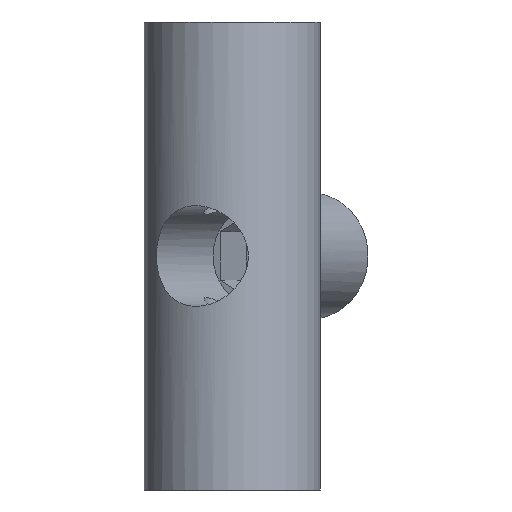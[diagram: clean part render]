
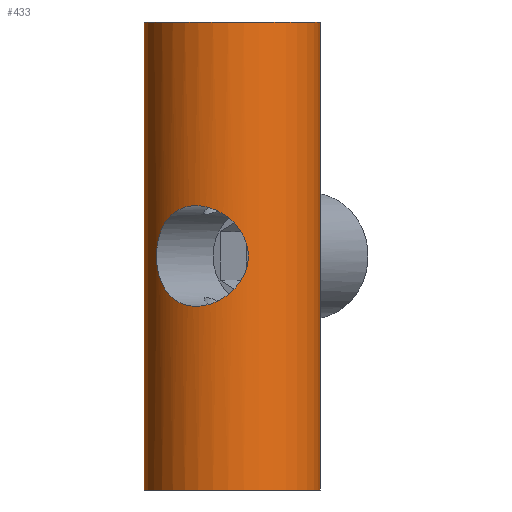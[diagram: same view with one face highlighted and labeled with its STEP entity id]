
A CAD part, left-side view. The second image highlights one B-rep face of the part: STEP entity #433.
In plain terms, the highlighted cylindrical face has radius 14 mm (diameter 28 mm), a full revolution.
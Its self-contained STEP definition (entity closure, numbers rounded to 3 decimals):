
#25=B_SPLINE_CURVE_WITH_KNOTS('',3,(#940,#941,#942,#943,#944,#945,#946,
#947,#948,#949),.UNSPECIFIED.,.F.,.F.,(4,1,1,1,1,1,1,4),(-6.331,
-6.105,-5.879,-5.427,-5.125,
-4.824,-4.522,-4.498),.UNSPECIFIED.);
#26=B_SPLINE_CURVE_WITH_KNOTS('',3,(#951,#952,#953,#954,#955,#956,#957,
#958,#959,#960,#961,#962,#963),.UNSPECIFIED.,.F.,.F.,(4,1,1,1,1,1,1,1,1,
1,4),(-4.498,-3.919,-3.768,-3.618,
-3.467,-3.316,-3.015,-2.713,
-2.412,-2.11,-1.833),.UNSPECIFIED.);
#27=B_SPLINE_CURVE_WITH_KNOTS('',3,(#964,#965,#966,#967,#968,#969,#970,
#971,#972,#973,#974),.UNSPECIFIED.,.F.,.F.,(4,1,1,1,1,1,1,1,4),(-1.833,
-1.809,-1.658,-1.507,-1.206,
-0.904,-0.452,-0.226,0.),
 .UNSPECIFIED.);
#30=B_SPLINE_CURVE_WITH_KNOTS('',3,(#1192,#1193,#1194,#1195,#1196,#1197,
#1198,#1199,#1200,#1201,#1202,#1203,#1204,#1205,#1206,#1207,#1208,#1209,
#1210,#1211,#1212,#1213,#1214,#1215,#1216,#1217,#1218,#1219,#1220,#1221,
#1222,#1223,#1224,#1225),.UNSPECIFIED.,.T.,.F.,(4,2,2,2,2,2,2,2,2,2,2,2,
2,2,2,2,4),(-4.957,-4.646,-4.336,-4.027,
-3.718,-3.409,-3.1,-2.789,
-2.478,-2.168,-1.857,-1.548,
-1.239,-0.93,-0.621,-0.311,
0.),.UNSPECIFIED.);
#38=CYLINDRICAL_SURFACE('',#487,14.);
#48=FACE_BOUND('',#124,.T.);
#61=CIRCLE('',#474,14.);
#64=CIRCLE('',#479,14.);
#90=FACE_OUTER_BOUND('',#123,.T.);
#123=EDGE_LOOP('',(#366,#367,#368,#369,#370,#371,#372,#373,#374));
#124=EDGE_LOOP('',(#375));
#158=LINE('',#1189,#187);
#159=LINE('',#1190,#188);
#187=VECTOR('',#594,14.);
#188=VECTOR('',#595,14.);
#211=VERTEX_POINT('',#675);
#214=VERTEX_POINT('',#683);
#221=VERTEX_POINT('',#932);
#222=VERTEX_POINT('',#939);
#223=VERTEX_POINT('',#950);
#226=VERTEX_POINT('',#1191);
#257=EDGE_CURVE('',#211,#211,#61,.T.);
#260=EDGE_CURVE('',#214,#214,#64,.T.);
#271=EDGE_CURVE('',#221,#222,#25,.T.);
#272=EDGE_CURVE('',#222,#223,#26,.T.);
#273=EDGE_CURVE('',#223,#221,#27,.T.);
#278=EDGE_CURVE('',#211,#223,#158,.T.);
#279=EDGE_CURVE('',#222,#214,#159,.T.);
#280=EDGE_CURVE('',#226,#226,#30,.T.);
#366=ORIENTED_EDGE('',*,*,#257,.F.);
#367=ORIENTED_EDGE('',*,*,#278,.T.);
#368=ORIENTED_EDGE('',*,*,#272,.F.);
#369=ORIENTED_EDGE('',*,*,#279,.T.);
#370=ORIENTED_EDGE('',*,*,#260,.F.);
#371=ORIENTED_EDGE('',*,*,#279,.F.);
#372=ORIENTED_EDGE('',*,*,#271,.F.);
#373=ORIENTED_EDGE('',*,*,#273,.F.);
#374=ORIENTED_EDGE('',*,*,#278,.F.);
#375=ORIENTED_EDGE('',*,*,#280,.T.);
#433=ADVANCED_FACE('',(#90,#48),#38,.T.);
#474=AXIS2_PLACEMENT_3D('',#676,#561,#562);
#479=AXIS2_PLACEMENT_3D('',#684,#571,#572);
#487=AXIS2_PLACEMENT_3D('',#1188,#592,#593);
#561=DIRECTION('center_axis',(0.,0.,
1.));
#562=DIRECTION('ref_axis',(-0.976,0.216,0.));
#571=DIRECTION('center_axis',(0.,0.,
-1.));
#572=DIRECTION('ref_axis',(0.976,-0.216,0.));
#592=DIRECTION('center_axis',(0.,0.,
1.));
#593=DIRECTION('ref_axis',(-0.976,0.216,0.));
#594=DIRECTION('',(0.,0.,-1.));
#595=DIRECTION('',(0.,0.,-1.));
#675=CARTESIAN_POINT('',(-127.851,170.972,58.65));
#676=CARTESIAN_POINT('Origin',(-141.519,174.002,58.65));
#683=CARTESIAN_POINT('',(-127.851,170.972,-15.65));
#684=CARTESIAN_POINT('Origin',(-141.519,174.002,-15.65));
#932=CARTESIAN_POINT('',(-138.222,160.395,21.5));
#939=CARTESIAN_POINT('',(-127.849,170.975,7.009));
#940=CARTESIAN_POINT('Ctrl Pts',(-138.222,160.395,21.5));
#941=CARTESIAN_POINT('Ctrl Pts',(-138.222,160.395,20.314));
#942=CARTESIAN_POINT('Ctrl Pts',(-137.876,160.473,17.95));
#943=CARTESIAN_POINT('Ctrl Pts',(-136.227,160.973,13.781));
#944=CARTESIAN_POINT('Ctrl Pts',(-133.729,162.176,10.14));
#945=CARTESIAN_POINT('Ctrl Pts',(-131.012,164.557,7.427));
#946=CARTESIAN_POINT('Ctrl Pts',(-129.013,167.378,6.287));
#947=CARTESIAN_POINT('Ctrl Pts',(-128.144,169.7,6.567));
#948=CARTESIAN_POINT('Ctrl Pts',(-127.869,170.887,6.977));
#949=CARTESIAN_POINT('Ctrl Pts',(-127.849,170.975,7.009));
#950=CARTESIAN_POINT('',(-127.85,170.971,35.993));
#951=CARTESIAN_POINT('Ctrl Pts',(-127.849,170.975,7.009));
#952=CARTESIAN_POINT('Ctrl Pts',(-127.383,173.083,7.771));
#953=CARTESIAN_POINT('Ctrl Pts',(-127.482,175.652,9.765));
#954=CARTESIAN_POINT('Ctrl Pts',(-128.083,177.989,13.003));
#955=CARTESIAN_POINT('Ctrl Pts',(-128.441,179.031,14.859));
#956=CARTESIAN_POINT('Ctrl Pts',(-128.792,179.854,16.899));
#957=CARTESIAN_POINT('Ctrl Pts',(-129.178,180.617,19.869));
#958=CARTESIAN_POINT('Ctrl Pts',(-129.161,180.598,23.95));
#959=CARTESIAN_POINT('Ctrl Pts',(-128.429,179.119,28.242));
#960=CARTESIAN_POINT('Ctrl Pts',(-127.729,176.854,31.758));
#961=CARTESIAN_POINT('Ctrl Pts',(-127.412,174.069,34.463));
#962=CARTESIAN_POINT('Ctrl Pts',(-127.626,171.983,35.626));
#963=CARTESIAN_POINT('Ctrl Pts',(-127.85,170.971,35.993));
#964=CARTESIAN_POINT('Ctrl Pts',(-127.85,170.971,35.993));
#965=CARTESIAN_POINT('Ctrl Pts',(-127.869,170.883,36.025));
#966=CARTESIAN_POINT('Ctrl Pts',(-128.017,170.244,36.247));
#967=CARTESIAN_POINT('Ctrl Pts',(-128.385,169.049,36.516));
#968=CARTESIAN_POINT('Ctrl Pts',(-129.345,166.911,36.517));
#969=CARTESIAN_POINT('Ctrl Pts',(-131.012,164.557,35.574));
#970=CARTESIAN_POINT('Ctrl Pts',(-133.729,162.178,32.857));
#971=CARTESIAN_POINT('Ctrl Pts',(-136.227,160.973,29.22));
#972=CARTESIAN_POINT('Ctrl Pts',(-137.876,160.474,25.05));
#973=CARTESIAN_POINT('Ctrl Pts',(-138.222,160.395,22.686));
#974=CARTESIAN_POINT('Ctrl Pts',(-138.222,160.395,21.5));
#1188=CARTESIAN_POINT('Origin',(-141.519,174.002,-8.65));
#1189=CARTESIAN_POINT('',(-127.851,170.972,-8.65));
#1190=CARTESIAN_POINT('',(-127.851,170.972,-8.65));
#1191=CARTESIAN_POINT('',(-155.28,171.426,21.5));
#1192=CARTESIAN_POINT('Ctrl Pts',(-155.28,171.426,21.5));
#1193=CARTESIAN_POINT('Ctrl Pts',(-155.28,171.426,20.465));
#1194=CARTESIAN_POINT('Ctrl Pts',(-155.334,171.682,19.384));
#1195=CARTESIAN_POINT('Ctrl Pts',(-155.461,172.642,17.425));
#1196=CARTESIAN_POINT('Ctrl Pts',(-155.524,173.339,16.542));
#1197=CARTESIAN_POINT('Ctrl Pts',(-155.513,174.863,15.148));
#1198=CARTESIAN_POINT('Ctrl Pts',(-155.439,175.799,14.535));
#1199=CARTESIAN_POINT('Ctrl Pts',(-155.039,177.774,13.711));
#1200=CARTESIAN_POINT('Ctrl Pts',(-154.707,178.812,13.5));
#1201=CARTESIAN_POINT('Ctrl Pts',(-153.861,180.69,13.5));
#1202=CARTESIAN_POINT('Ctrl Pts',(-153.303,181.627,13.711));
#1203=CARTESIAN_POINT('Ctrl Pts',(-152.09,183.235,14.535));
#1204=CARTESIAN_POINT('Ctrl Pts',(-151.438,183.911,15.148));
#1205=CARTESIAN_POINT('Ctrl Pts',(-150.304,184.929,16.542));
#1206=CARTESIAN_POINT('Ctrl Pts',(-149.74,185.344,17.425));
#1207=CARTESIAN_POINT('Ctrl Pts',(-148.937,185.884,19.384));
#1208=CARTESIAN_POINT('Ctrl Pts',(-148.709,186.014,20.465));
#1209=CARTESIAN_POINT('Ctrl Pts',(-148.709,186.014,22.535));
#1210=CARTESIAN_POINT('Ctrl Pts',(-148.937,185.884,23.616));
#1211=CARTESIAN_POINT('Ctrl Pts',(-149.74,185.344,25.575));
#1212=CARTESIAN_POINT('Ctrl Pts',(-150.304,184.929,26.458));
#1213=CARTESIAN_POINT('Ctrl Pts',(-151.438,183.911,27.852));
#1214=CARTESIAN_POINT('Ctrl Pts',(-152.09,183.235,28.465));
#1215=CARTESIAN_POINT('Ctrl Pts',(-153.303,181.627,29.289));
#1216=CARTESIAN_POINT('Ctrl Pts',(-153.861,180.69,29.5));
#1217=CARTESIAN_POINT('Ctrl Pts',(-154.707,178.812,29.5));
#1218=CARTESIAN_POINT('Ctrl Pts',(-155.039,177.774,29.289));
#1219=CARTESIAN_POINT('Ctrl Pts',(-155.439,175.799,28.465));
#1220=CARTESIAN_POINT('Ctrl Pts',(-155.513,174.863,27.852));
#1221=CARTESIAN_POINT('Ctrl Pts',(-155.524,173.339,26.458));
#1222=CARTESIAN_POINT('Ctrl Pts',(-155.461,172.642,25.575));
#1223=CARTESIAN_POINT('Ctrl Pts',(-155.334,171.682,23.616));
#1224=CARTESIAN_POINT('Ctrl Pts',(-155.28,171.426,22.535));
#1225=CARTESIAN_POINT('Ctrl Pts',(-155.28,171.426,21.5));
